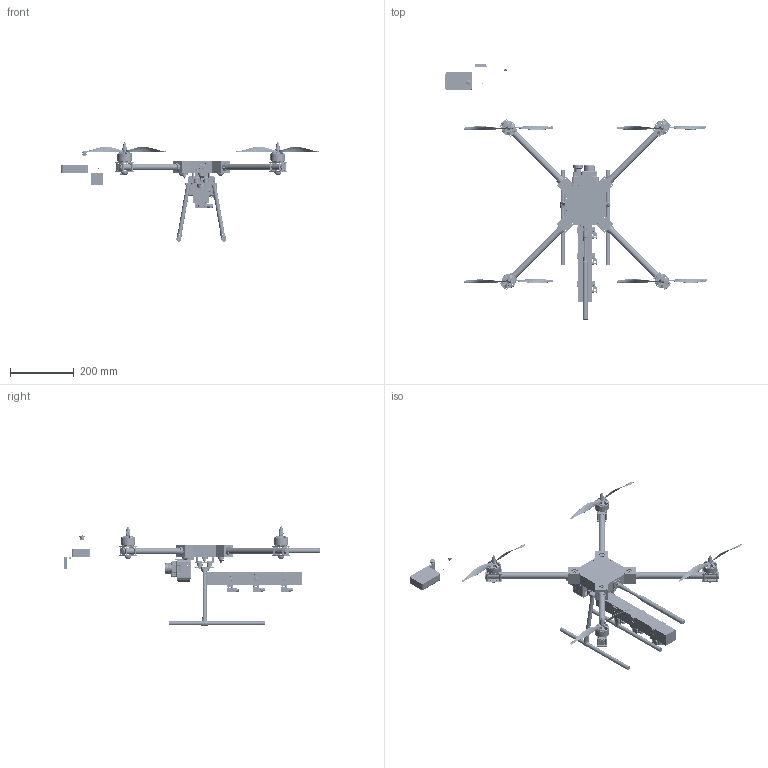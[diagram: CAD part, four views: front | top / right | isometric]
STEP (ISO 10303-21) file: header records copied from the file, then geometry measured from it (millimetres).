
FILE_DESCRIPTION(('FreeCAD Model'),'2;1');
FILE_NAME('Open CASCADE Shape Model','2025-04-25T14:49:02',('FreeCAD'),( 'FreeCAD'),'Open CASCADE STEP processor 7.6','FreeCAD','Unknown');
FILE_SCHEMA(('AUTOMOTIVE_DESIGN { 1 0 10303 214 1 1 1 1 }'));
Products named in the file (1): Open CASCADE STEP translator 7.6 1
Bounding box: 817.86 x 801.24 x 311.59 mm (x, y, z)
Volume: 1143414.1 mm3; surface area: 859854.9 mm2
Topology: 162 solids, 211 shells, 8607 faces, 22891 edges, 15194 vertices
Faces by surface type: plane 3830, cylinder 3333, cone 555, bspline 429, torus 412, sphere 48
Full cylindrical faces by diameter (mm): 0.5 x2, 0.75 x319, 0.994 x54, 1 x60, 1.139 x1, 1.173 x2, 1.196 x1, 1.206 x1, 1.244 x1, 1.27 x1, 1.37 x1, 1.4 x68, 1.587 x2, 2 x18, 2.013 x21, 2.2 x1, 2.22 x1, 2.5 x39, 2.6 x4, 2.671 x8, 2.8 x11, 3 x256, 3.111 x52, 3.175 x3, 3.25 x6, 3.332 x107, 3.5 x12, 3.505 x2, 3.783 x1, 4 x17
Entity records: 461673 total; most frequent: CARTESIAN_POINT 245712, ORIENTED_EDGE 45635, DIRECTION 44101, EDGE_CURVE 22818, AXIS2_PLACEMENT_3D 16727, VERTEX_POINT 15194, LINE 10647, VECTOR 10647
